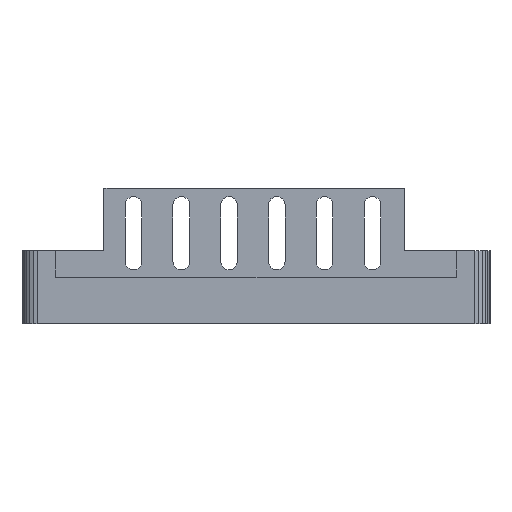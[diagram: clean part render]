
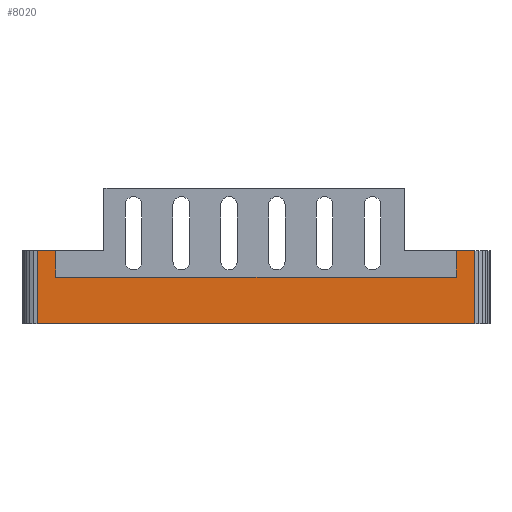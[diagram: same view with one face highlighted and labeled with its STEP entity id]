
A CAD part, front view. The second image highlights one B-rep face of the part: STEP entity #8020.
In plain terms, the highlighted planar face has unit normal (0, -1, 0).
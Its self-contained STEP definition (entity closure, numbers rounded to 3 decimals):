
#60 = ORIENTED_EDGE ( 'NONE', *, *, #15843, .F. ) ;
#1010 = CARTESIAN_POINT ( 'NONE',  ( 60., 0., 0. ) ) ;
#1399 = ORIENTED_EDGE ( 'NONE', *, *, #19309, .F. ) ;
#1500 = EDGE_CURVE ( 'NONE', #8907, #18063, #11388, .T. ) ;
#2281 = DIRECTION ( 'NONE',  ( 0., 0., 1. ) ) ;
#2340 = CARTESIAN_POINT ( 'NONE',  ( 4.5, 0., 6.2 ) ) ;
#2809 = LINE ( 'NONE', #12119, #7732 ) ;
#2885 = CARTESIAN_POINT ( 'NONE',  ( 60., 0., 9.707 ) ) ;
#2917 = CARTESIAN_POINT ( 'NONE',  ( 2., 0., 9.707 ) ) ;
#3090 = ORIENTED_EDGE ( 'NONE', *, *, #10384, .F. ) ;
#3281 = CARTESIAN_POINT ( 'NONE',  ( 57.5, 0., 6.2 ) ) ;
#3592 = CARTESIAN_POINT ( 'NONE',  ( 2., 0., 9.707 ) ) ;
#4015 = VERTEX_POINT ( 'NONE', #1010 ) ;
#4430 = VERTEX_POINT ( 'NONE', #2885 ) ;
#4739 = VERTEX_POINT ( 'NONE', #17014 ) ;
#5003 = ORIENTED_EDGE ( 'NONE', *, *, #15442, .F. ) ;
#5366 = DIRECTION ( 'NONE',  ( 1., 0., 0. ) ) ;
#5559 = EDGE_CURVE ( 'NONE', #12858, #18180, #2809, .T. ) ;
#5689 = CARTESIAN_POINT ( 'NONE',  ( 2., 0., 0. ) ) ;
#5943 = DIRECTION ( 'NONE',  ( 0., 0., -1. ) ) ;
#5996 = CARTESIAN_POINT ( 'NONE',  ( 0., 0., 0. ) ) ;
#6596 = VECTOR ( 'NONE', #9961, 1000. ) ;
#7201 = VECTOR ( 'NONE', #15395, 1000. ) ;
#7429 = AXIS2_PLACEMENT_3D ( 'NONE', #5996, #16143, #2281 ) ;
#7520 = PLANE ( 'NONE',  #7429 ) ;
#7732 = VECTOR ( 'NONE', #5943, 1000. ) ;
#7820 = CARTESIAN_POINT ( 'NONE',  ( 2., 0., 0. ) ) ;
#8020 = ADVANCED_FACE ( 'NONE', ( #11488 ), #7520, .F. ) ;
#8093 = LINE ( 'NONE', #13056, #13581 ) ;
#8499 = DIRECTION ( 'NONE',  ( 1., 0., 0. ) ) ;
#8818 = DIRECTION ( 'NONE',  ( -1., 0., 0. ) ) ;
#8907 = VERTEX_POINT ( 'NONE', #2917 ) ;
#8989 = ORIENTED_EDGE ( 'NONE', *, *, #18176, .F. ) ;
#9418 = VECTOR ( 'NONE', #8818, 1000. ) ;
#9734 = CARTESIAN_POINT ( 'NONE',  ( 57.5, 0., 6.2 ) ) ;
#9961 = DIRECTION ( 'NONE',  ( 0., 0., -1. ) ) ;
#10384 = EDGE_CURVE ( 'NONE', #18180, #16367, #16252, .T. ) ;
#11388 = LINE ( 'NONE', #3592, #6596 ) ;
#11488 = FACE_OUTER_BOUND ( 'NONE', #17739, .T. ) ;
#11569 = ORIENTED_EDGE ( 'NONE', *, *, #1500, .T. ) ;
#11662 = LINE ( 'NONE', #5689, #9418 ) ;
#12119 = CARTESIAN_POINT ( 'NONE',  ( 4.5, 0., 9.707 ) ) ;
#12286 = VECTOR ( 'NONE', #13080, 1000. ) ;
#12442 = CARTESIAN_POINT ( 'NONE',  ( 4.5, 0., 9.707 ) ) ;
#12752 = CARTESIAN_POINT ( 'NONE',  ( 60., 0., 9.707 ) ) ;
#12858 = VERTEX_POINT ( 'NONE', #12442 ) ;
#13056 = CARTESIAN_POINT ( 'NONE',  ( 57.75, 0., 9.707 ) ) ;
#13080 = DIRECTION ( 'NONE',  ( 0., 0., 1. ) ) ;
#13581 = VECTOR ( 'NONE', #5366, 1000. ) ;
#14599 = ORIENTED_EDGE ( 'NONE', *, *, #5559, .F. ) ;
#15395 = DIRECTION ( 'NONE',  ( 0., 0., -1. ) ) ;
#15442 = EDGE_CURVE ( 'NONE', #16367, #4739, #18940, .T. ) ;
#15689 = LINE ( 'NONE', #12752, #7201 ) ;
#15843 = EDGE_CURVE ( 'NONE', #8907, #12858, #8093, .T. ) ;
#16004 = VECTOR ( 'NONE', #18268, 1000. ) ;
#16143 = DIRECTION ( 'NONE',  ( 0., 1., 0. ) ) ;
#16205 = LINE ( 'NONE', #17917, #17507 ) ;
#16252 = LINE ( 'NONE', #17968, #16004 ) ;
#16367 = VERTEX_POINT ( 'NONE', #3281 ) ;
#17014 = CARTESIAN_POINT ( 'NONE',  ( 57.5, 0., 9.707 ) ) ;
#17507 = VECTOR ( 'NONE', #8499, 1000. ) ;
#17518 = ORIENTED_EDGE ( 'NONE', *, *, #19471, .F. ) ;
#17739 = EDGE_LOOP ( 'NONE', ( #3090, #14599, #60, #11569, #1399, #17518, #8989, #5003 ) ) ;
#17917 = CARTESIAN_POINT ( 'NONE',  ( 57.75, 0., 9.707 ) ) ;
#17968 = CARTESIAN_POINT ( 'NONE',  ( 18.992, 0., 6.2 ) ) ;
#18063 = VERTEX_POINT ( 'NONE', #7820 ) ;
#18176 = EDGE_CURVE ( 'NONE', #4739, #4430, #16205, .T. ) ;
#18180 = VERTEX_POINT ( 'NONE', #2340 ) ;
#18268 = DIRECTION ( 'NONE',  ( 1., 0., 0. ) ) ;
#18940 = LINE ( 'NONE', #9734, #12286 ) ;
#19309 = EDGE_CURVE ( 'NONE', #4015, #18063, #11662, .T. ) ;
#19471 = EDGE_CURVE ( 'NONE', #4430, #4015, #15689, .T. ) ;
